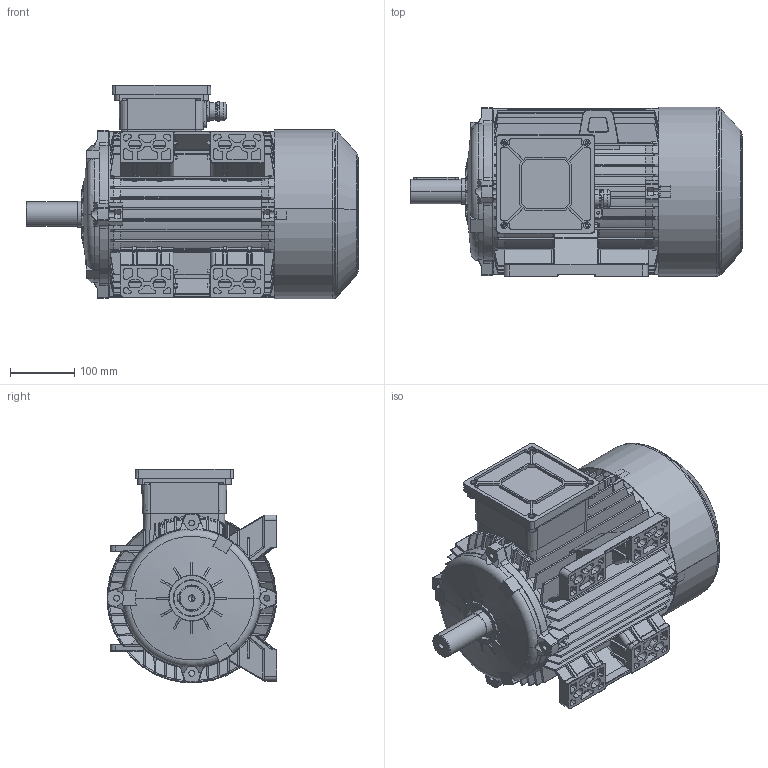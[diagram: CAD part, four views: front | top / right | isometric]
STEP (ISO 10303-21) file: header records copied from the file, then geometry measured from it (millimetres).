
FILE_DESCRIPTION (( 'STEP AP214' ), '1' );
FILE_NAME ('CA132SM-B3-IC411-2-4-6-8 POLES-LONG VERSION-TB RIGHT.STEP', '2024-09-23T06:57:39', ( '' ), ( '' ), 'SwSTEP 2.0', 'SolidWorks 2024', '' );
FILE_SCHEMA (( 'AUTOMOTIVE_DESIGN' ));
Length unit declared in the file: millimetre
Products named in the file (15): parallel_din_Parallel key A10 x 8 x 70 DIN 6885; Gruppo Coprimorsettiera 132; Coperchio scatola morsetti 132; Albero 132M PACCO 230 SCUDO POST.160T ALTO DIS. A30724; Guarnizione scatola-coperchio 132; Carcassa 132SM-B3-laterale; PRESSACAVO M25; Scatola morsetti 132; Copriventola 132M H.130; CA132SM-B3-IC411-2-4-6-8 POLES-LONG VERSION-TB RIGHT; Guarnizione scatola-motore 132; Ventola alluminio 90; Scudo C132 anteriore; Scudo C160MT anteriore; Tappo M25
Assembly tree (14 placements, depth 3):
  CA132SM-B3-IC411-2-4-6-8 POLES-LONG VERSION-TB RIGHT
    Albero 132M PACCO 230 SCUDO POST.160T ALTO DIS. A30724
    Scudo C132 anteriore
    parallel_din_Parallel key A10 x 8 x 70 DIN 6885
    Gruppo Coprimorsettiera 132
      Scatola morsetti 132
      Coperchio scatola morsetti 132
      Guarnizione scatola-motore 132
      PRESSACAVO M25
      Tappo M25
      Guarnizione scatola-coperchio 132
    Carcassa 132SM-B3-laterale
    Copriventola 132M H.130
    Scudo C160MT anteriore
    Ventola alluminio 90
Bounding box: 515 x 263.19 x 331.19 mm (x, y, z)
Volume: 4494135.8 mm3; surface area: 1875838.2 mm2
Topology: 30 solids, 34 shells, 5128 faces, 13713 edges, 8689 vertices
Faces by surface type: plane 2176, cylinder 1226, cone 542, bspline 522, torus 456, sphere 206
Entity records: 183901 total; most frequent: CARTESIAN_POINT 59617, ORIENTED_EDGE 27330, DIRECTION 24161, EDGE_CURVE 13665, AXIS2_PLACEMENT_3D 8723, VERTEX_POINT 8681, LINE 6715, VECTOR 6715
